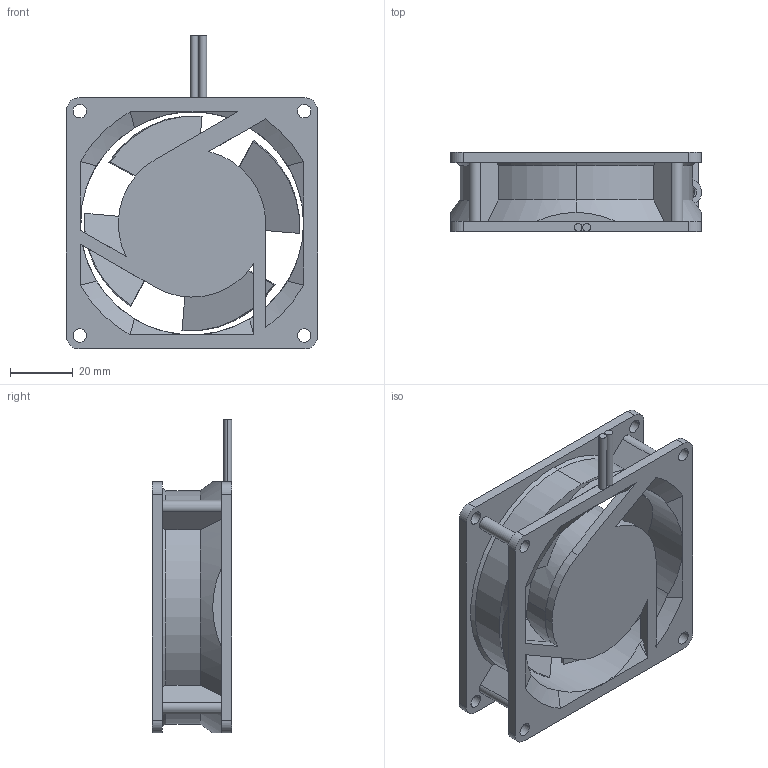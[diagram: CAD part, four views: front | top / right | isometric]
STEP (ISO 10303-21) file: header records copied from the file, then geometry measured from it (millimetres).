
FILE_DESCRIPTION(('starvars output'),'2;1');
FILE_NAME('3110MS-20W-B30-B00_3D.stp','14:04:08 2012/10/17',( 'Thomas Industrial Network Germany GmbH'),( 'Thomas Industrial Network Germany GmbH'),'unknown preprocess','ACIS' ,'unknown authorization');
FILE_SCHEMA(('AUTOMOTIVE_DESIGN_CC2 {UNKNOWN IMPLEMENTATION LEVEL}'));
Length unit declared in the file: millimetre
Products named in the file (1): PRODUCT_ID_1
Bounding box: 80 x 25.3 x 100 mm (x, y, z)
Volume: 69878.5 mm3; surface area: 32064.3 mm2
Topology: 1 solids, 1 shells, 158 faces, 432 edges, 281 vertices
Faces by surface type: plane 68, cylinder 65, cone 25
Entity records: 5726 total; most frequent: ORIENTED_EDGE 860, CARTESIAN_POINT 808, DIRECTION 634, EDGE_CURVE 430, VERTEX_POINT 281, AXIS2_PLACEMENT_3D 221, VECTOR 192, LINE 192
